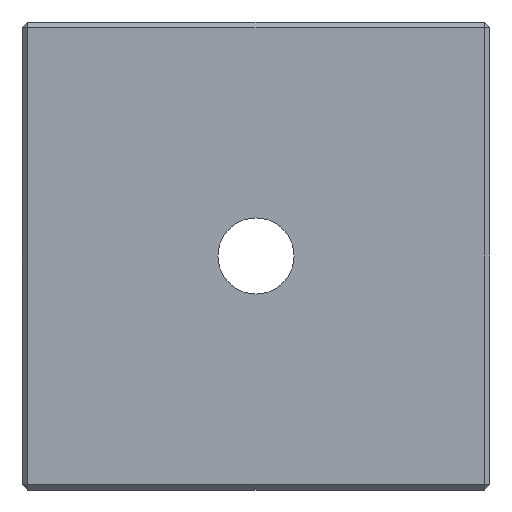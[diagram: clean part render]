
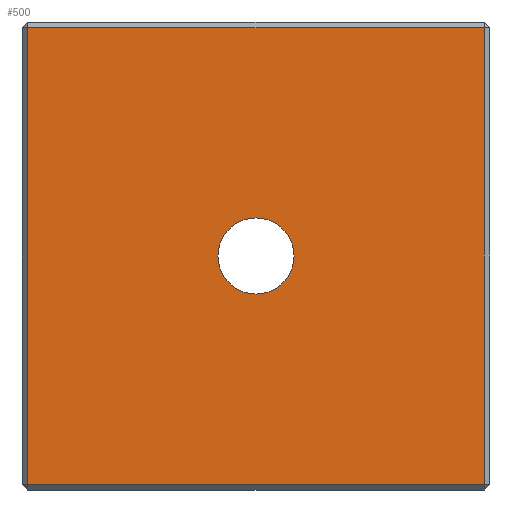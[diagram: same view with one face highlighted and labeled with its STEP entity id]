
A CAD part, front view. The second image highlights one B-rep face of the part: STEP entity #500.
In plain terms, the highlighted planar face has unit normal (0, -1, 0).
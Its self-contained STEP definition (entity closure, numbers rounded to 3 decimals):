
#69 = VERTEX_POINT ( 'NONE', #908 ) ;
#92 = VERTEX_POINT ( 'NONE', #971 ) ;
#193 = EDGE_CURVE ( 'NONE', #69, #92, #1225, .T. ) ;
#463 = EDGE_LOOP ( 'NONE', ( #478, #501, #507, #556 ) ) ;
#478 = ORIENTED_EDGE ( 'NONE', *, *, #518, .T. ) ;
#486 = EDGE_LOOP ( 'NONE', ( #487, #488 ) ) ;
#487 = ORIENTED_EDGE ( 'NONE', *, *, #555, .T. ) ;
#488 = ORIENTED_EDGE ( 'NONE', *, *, #193, .T. ) ;
#500 = ADVANCED_FACE ( 'NONE', ( #1763, #1854 ), #1764, .T. ) ;
#501 = ORIENTED_EDGE ( 'NONE', *, *, #502, .T. ) ;
#502 = EDGE_CURVE ( 'NONE', #517, #503, #1827, .T. ) ;
#503 = VERTEX_POINT ( 'NONE', #1823 ) ;
#504 = VERTEX_POINT ( 'NONE', #1828 ) ;
#505 = EDGE_CURVE ( 'NONE', #503, #504, #1824, .T. ) ;
#507 = ORIENTED_EDGE ( 'NONE', *, *, #505, .T. ) ;
#516 = VERTEX_POINT ( 'NONE', #1871 ) ;
#517 = VERTEX_POINT ( 'NONE', #1879 ) ;
#518 = EDGE_CURVE ( 'NONE', #516, #517, #1865, .T. ) ;
#520 = EDGE_CURVE ( 'NONE', #504, #516, #1861, .T. ) ;
#555 = EDGE_CURVE ( 'NONE', #92, #69, #1992, .T. ) ;
#556 = ORIENTED_EDGE ( 'NONE', *, *, #520, .T. ) ;
#908 = CARTESIAN_POINT ( 'NONE',  ( 0., 0., -3.25 ) ) ;
#971 = CARTESIAN_POINT ( 'NONE',  ( 0., 0., 3.25 ) ) ;
#1222 = DIRECTION ( 'NONE',  ( 0., 0., 1. ) ) ;
#1223 = DIRECTION ( 'NONE',  ( 0., 1., 0. ) ) ;
#1224 = CARTESIAN_POINT ( 'NONE',  ( 0., 0., 0. ) ) ;
#1225 = CIRCLE ( 'NONE', #1231, 3.25 ) ;
#1231 = AXIS2_PLACEMENT_3D ( 'NONE', #1224, #1223, #1222 ) ;
#1763 = FACE_OUTER_BOUND ( 'NONE', #463, .T. ) ;
#1764 = PLANE ( 'NONE',  #1849 ) ;
#1793 = CARTESIAN_POINT ( 'NONE',  ( 0., 0., 0. ) ) ;
#1820 = DIRECTION ( 'NONE',  ( 0., 0., -1. ) ) ;
#1821 = VECTOR ( 'NONE', #1820, 1000. ) ;
#1822 = CARTESIAN_POINT ( 'NONE',  ( -19.5, 0., -20. ) ) ;
#1823 = CARTESIAN_POINT ( 'NONE',  ( -19.5, 0., -19.5 ) ) ;
#1824 = LINE ( 'NONE', #1878, #1877 ) ;
#1825 = DIRECTION ( 'NONE',  ( 0., 0., -1. ) ) ;
#1826 = DIRECTION ( 'NONE',  ( 0., -1., 0. ) ) ;
#1827 = LINE ( 'NONE', #1822, #1821 ) ;
#1828 = CARTESIAN_POINT ( 'NONE',  ( 19.5, 0., -19.5 ) ) ;
#1849 = AXIS2_PLACEMENT_3D ( 'NONE', #1793, #1826, #1825 ) ;
#1854 = FACE_BOUND ( 'NONE', #486, .T. ) ;
#1858 = DIRECTION ( 'NONE',  ( 0., 0., 1. ) ) ;
#1859 = VECTOR ( 'NONE', #1858, 1000. ) ;
#1860 = CARTESIAN_POINT ( 'NONE',  ( 19.5, 0., 20. ) ) ;
#1861 = LINE ( 'NONE', #1860, #1859 ) ;
#1862 = DIRECTION ( 'NONE',  ( -1., 0., 0. ) ) ;
#1863 = VECTOR ( 'NONE', #1862, 1000. ) ;
#1864 = CARTESIAN_POINT ( 'NONE',  ( -20., 0., 19.5 ) ) ;
#1865 = LINE ( 'NONE', #1864, #1863 ) ;
#1871 = CARTESIAN_POINT ( 'NONE',  ( 19.5, 0., 19.5 ) ) ;
#1876 = DIRECTION ( 'NONE',  ( 1., 0., 0. ) ) ;
#1877 = VECTOR ( 'NONE', #1876, 1000. ) ;
#1878 = CARTESIAN_POINT ( 'NONE',  ( 20., 0., -19.5 ) ) ;
#1879 = CARTESIAN_POINT ( 'NONE',  ( -19.5, 0., 19.5 ) ) ;
#1967 = AXIS2_PLACEMENT_3D ( 'NONE', #1991, #1990, #1989 ) ;
#1989 = DIRECTION ( 'NONE',  ( 0., 0., 1. ) ) ;
#1990 = DIRECTION ( 'NONE',  ( 0., 1., 0. ) ) ;
#1991 = CARTESIAN_POINT ( 'NONE',  ( 0., 0., 0. ) ) ;
#1992 = CIRCLE ( 'NONE', #1967, 3.25 ) ;
